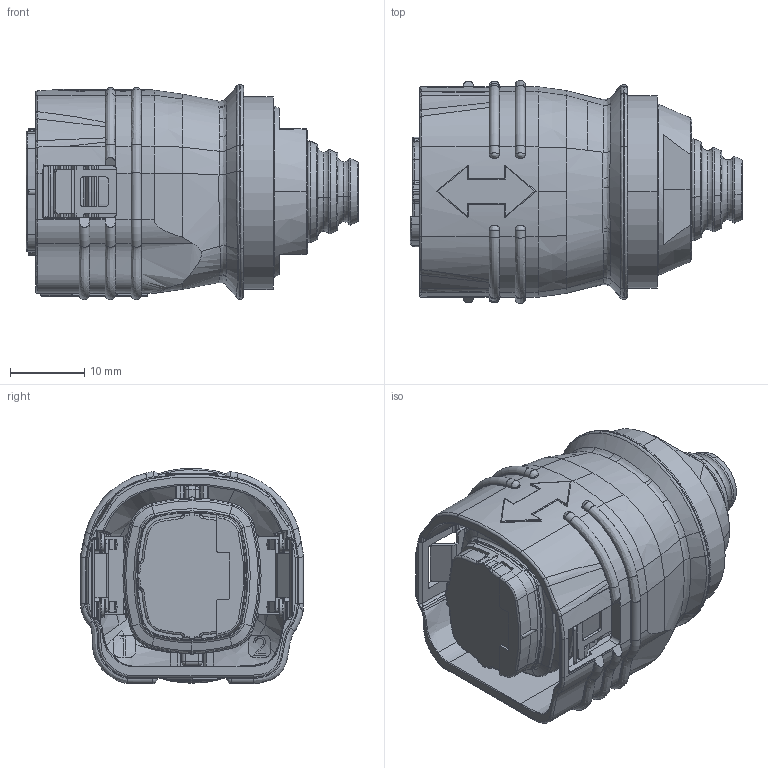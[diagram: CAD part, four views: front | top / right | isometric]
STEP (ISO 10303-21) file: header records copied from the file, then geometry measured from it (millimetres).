
FILE_DESCRIPTION (( 'STEP AP203' ), '1' );
FILE_NAME ('P3021A13.STEP', '2021-03-12T10:36:07', ( '' ), ( '' ), 'SwSTEP 2.0', 'SolidWorks 2018', '' );
FILE_SCHEMA (( 'CONFIG_CONTROL_DESIGN' ));
Length unit declared in the file: millimetre
Products named in the file (1): P3021A13
Bounding box: 44.8 x 30.12 x 29.05 mm (x, y, z)
Volume: 16502.3 mm3; surface area: 11325.3 mm2
Topology: 1 solids, 16 shells, 1681 faces, 4331 edges, 2653 vertices
Faces by surface type: cylinder 502, plane 488, bspline 239, torus 208, cone 178, sphere 66
Entity records: 63356 total; most frequent: CARTESIAN_POINT 24576, ORIENTED_EDGE 8552, DIRECTION 7601, EDGE_CURVE 4276, AXIS2_PLACEMENT_3D 2890, VERTEX_POINT 2645, VECTOR 1821, LINE 1821
